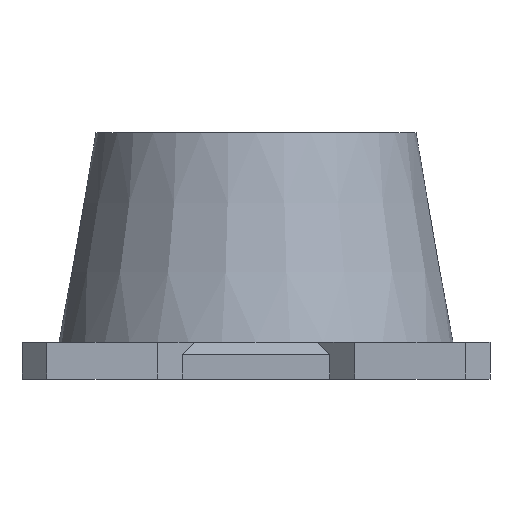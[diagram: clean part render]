
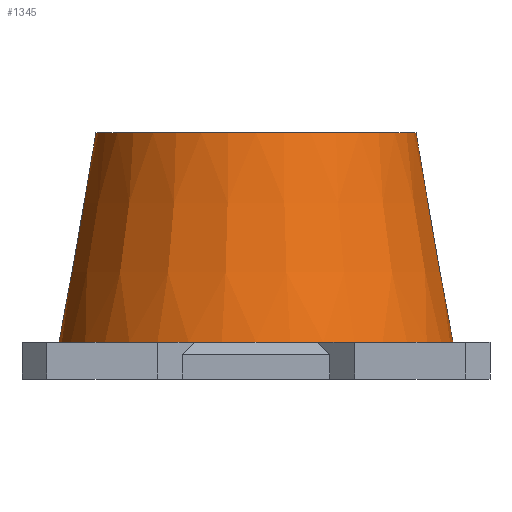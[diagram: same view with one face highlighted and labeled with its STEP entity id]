
A CAD part, left-side view. The second image highlights one B-rep face of the part: STEP entity #1345.
In plain terms, the highlighted conical face has half-angle 10.008 degrees and reference radius 13 mm.
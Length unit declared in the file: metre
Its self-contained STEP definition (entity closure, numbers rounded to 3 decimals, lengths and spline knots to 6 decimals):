
#20=CONICAL_SURFACE('',#1449,0.013,0.175);
#28=B_SPLINE_CURVE_WITH_KNOTS('',3,(#2048,#2049,#2050,#2051),
 .UNSPECIFIED.,.F.,.F.,(4,4),(0.,1.),.UNSPECIFIED.);
#29=B_SPLINE_CURVE_WITH_KNOTS('',3,(#2052,#2053,#2054,#2055),
 .UNSPECIFIED.,.F.,.F.,(4,4),(0.,1.),.UNSPECIFIED.);
#30=B_SPLINE_CURVE_WITH_KNOTS('',3,(#2056,#2057,#2058,#2059),
 .UNSPECIFIED.,.F.,.F.,(4,4),(0.,1.),.UNSPECIFIED.);
#31=B_SPLINE_CURVE_WITH_KNOTS('',3,(#2064,#2065,#2066,#2067),
 .UNSPECIFIED.,.F.,.F.,(4,4),(0.,1.),.UNSPECIFIED.);
#32=B_SPLINE_CURVE_WITH_KNOTS('',3,(#2070,#2071,#2072,#2073),
 .UNSPECIFIED.,.F.,.F.,(4,4),(0.,1.),.UNSPECIFIED.);
#33=B_SPLINE_CURVE_WITH_KNOTS('',3,(#2077,#2078,#2079,#2080),
 .UNSPECIFIED.,.F.,.F.,(4,4),(0.,1.),.UNSPECIFIED.);
#34=B_SPLINE_CURVE_WITH_KNOTS('',3,(#2081,#2082,#2083,#2084),
 .UNSPECIFIED.,.F.,.F.,(4,4),(0.,1.),.UNSPECIFIED.);
#35=B_SPLINE_CURVE_WITH_KNOTS('',3,(#2089,#2090,#2091,#2092),
 .UNSPECIFIED.,.F.,.F.,(4,4),(0.,1.),.UNSPECIFIED.);
#489=ORIENTED_EDGE('',*,*,#885,.T.);
#490=ORIENTED_EDGE('',*,*,#827,.T.);
#491=ORIENTED_EDGE('',*,*,#886,.T.);
#492=ORIENTED_EDGE('',*,*,#818,.F.);
#493=ORIENTED_EDGE('',*,*,#887,.T.);
#494=ORIENTED_EDGE('',*,*,#888,.T.);
#495=ORIENTED_EDGE('',*,*,#889,.T.);
#496=ORIENTED_EDGE('',*,*,#890,.F.);
#497=ORIENTED_EDGE('',*,*,#811,.F.);
#498=ORIENTED_EDGE('',*,*,#891,.T.);
#499=ORIENTED_EDGE('',*,*,#892,.T.);
#500=ORIENTED_EDGE('',*,*,#893,.T.);
#501=ORIENTED_EDGE('',*,*,#894,.T.);
#502=ORIENTED_EDGE('',*,*,#895,.T.);
#503=ORIENTED_EDGE('',*,*,#896,.T.);
#504=ORIENTED_EDGE('',*,*,#897,.F.);
#505=ORIENTED_EDGE('',*,*,#850,.T.);
#506=ORIENTED_EDGE('',*,*,#841,.T.);
#507=ORIENTED_EDGE('',*,*,#832,.T.);
#508=ORIENTED_EDGE('',*,*,#898,.T.);
#509=ORIENTED_EDGE('',*,*,#803,.F.);
#803=EDGE_CURVE('',#1002,#1002,#1125,.T.);
#811=EDGE_CURVE('',#1007,#1008,#1126,.F.);
#818=EDGE_CURVE('',#1013,#1014,#1127,.F.);
#827=EDGE_CURVE('',#1022,#1021,#1128,.F.);
#832=EDGE_CURVE('',#1027,#1026,#1130,.F.);
#841=EDGE_CURVE('',#1035,#1027,#1132,.F.);
#850=EDGE_CURVE('',#1043,#1035,#1134,.F.);
#885=EDGE_CURVE('',#1013,#1022,#28,.T.);
#886=EDGE_CURVE('',#1021,#1014,#29,.T.);
#887=EDGE_CURVE('',#1077,#1078,#30,.T.);
#888=EDGE_CURVE('',#1078,#1079,#1140,.F.);
#889=EDGE_CURVE('',#1079,#1080,#31,.T.);
#890=EDGE_CURVE('',#1077,#1080,#1141,.F.);
#891=EDGE_CURVE('',#1007,#1081,#32,.T.);
#892=EDGE_CURVE('',#1081,#1082,#1142,.F.);
#893=EDGE_CURVE('',#1082,#1008,#33,.T.);
#894=EDGE_CURVE('',#1083,#1084,#34,.T.);
#895=EDGE_CURVE('',#1084,#1085,#1143,.F.);
#896=EDGE_CURVE('',#1085,#1086,#35,.T.);
#897=EDGE_CURVE('',#1083,#1086,#1144,.F.);
#898=EDGE_CURVE('',#1026,#1043,#1145,.F.);
#1002=VERTEX_POINT('',#1866);
#1007=VERTEX_POINT('',#1882);
#1008=VERTEX_POINT('',#1884);
#1013=VERTEX_POINT('',#1902);
#1014=VERTEX_POINT('',#1904);
#1021=VERTEX_POINT('',#1926);
#1022=VERTEX_POINT('',#1928);
#1026=VERTEX_POINT('',#1940);
#1027=VERTEX_POINT('',#1942);
#1035=VERTEX_POINT('',#1960);
#1043=VERTEX_POINT('',#1978);
#1077=VERTEX_POINT('',#2060);
#1078=VERTEX_POINT('',#2061);
#1079=VERTEX_POINT('',#2063);
#1080=VERTEX_POINT('',#2068);
#1081=VERTEX_POINT('',#2074);
#1082=VERTEX_POINT('',#2076);
#1083=VERTEX_POINT('',#2085);
#1084=VERTEX_POINT('',#2086);
#1085=VERTEX_POINT('',#2088);
#1086=VERTEX_POINT('',#2093);
#1125=CIRCLE('',#1427,0.013);
#1126=CIRCLE('',#1429,0.014941);
#1127=CIRCLE('',#1431,0.013529);
#1128=CIRCLE('',#1433,0.014412);
#1130=CIRCLE('',#1436,0.016);
#1132=CIRCLE('',#1439,0.016);
#1134=CIRCLE('',#1442,0.016);
#1140=CIRCLE('',#1450,0.014412);
#1141=CIRCLE('',#1451,0.013529);
#1142=CIRCLE('',#1452,0.015824);
#1143=CIRCLE('',#1453,0.015824);
#1144=CIRCLE('',#1454,0.014941);
#1145=CIRCLE('',#1455,0.016);
#1166=EDGE_LOOP('',(#489,#490,#491,#492));
#1167=EDGE_LOOP('',(#493,#494,#495,#496));
#1168=EDGE_LOOP('',(#497,#498,#499,#500));
#1169=EDGE_LOOP('',(#501,#502,#503,#504));
#1170=EDGE_LOOP('',(#505,#506,#507,#508));
#1171=EDGE_LOOP('',(#509));
#1258=FACE_BOUND('',#1166,.T.);
#1259=FACE_BOUND('',#1167,.T.);
#1260=FACE_BOUND('',#1168,.T.);
#1261=FACE_BOUND('',#1169,.T.);
#1262=FACE_BOUND('',#1170,.T.);
#1263=FACE_BOUND('',#1171,.T.);
#1345=ADVANCED_FACE('',(#1258,#1259,#1260,#1261,#1262,#1263),#20,.T.);
#1427=AXIS2_PLACEMENT_3D('',#1865,#1536,#1537);
#1429=AXIS2_PLACEMENT_3D('',#1883,#1546,#1547);
#1431=AXIS2_PLACEMENT_3D('',#1903,#1554,#1555);
#1433=AXIS2_PLACEMENT_3D('',#1927,#1564,#1565);
#1436=AXIS2_PLACEMENT_3D('',#1941,#1572,#1573);
#1439=AXIS2_PLACEMENT_3D('',#1959,#1585,#1586);
#1442=AXIS2_PLACEMENT_3D('',#1977,#1598,#1599);
#1449=AXIS2_PLACEMENT_3D('',#2047,#1641,#1642);
#1450=AXIS2_PLACEMENT_3D('',#2062,#1643,#1644);
#1451=AXIS2_PLACEMENT_3D('',#2069,#1645,#1646);
#1452=AXIS2_PLACEMENT_3D('',#2075,#1647,#1648);
#1453=AXIS2_PLACEMENT_3D('',#2087,#1649,#1650);
#1454=AXIS2_PLACEMENT_3D('',#2094,#1651,#1652);
#1455=AXIS2_PLACEMENT_3D('',#2095,#1653,#1654);
#1536=DIRECTION('',(0.,0.,1.));
#1537=DIRECTION('',(1.,0.,0.));
#1546=DIRECTION('',(0.,0.,1.));
#1547=DIRECTION('',(1.,0.,0.));
#1554=DIRECTION('',(0.,0.,1.));
#1555=DIRECTION('',(1.,0.,0.));
#1564=DIRECTION('',(0.,0.,1.));
#1565=DIRECTION('',(1.,0.,0.));
#1572=DIRECTION('',(0.,0.,-1.));
#1573=DIRECTION('',(-1.,0.,0.));
#1585=DIRECTION('',(0.,0.,-1.));
#1586=DIRECTION('',(-1.,0.,0.));
#1598=DIRECTION('',(0.,0.,-1.));
#1599=DIRECTION('',(-1.,0.,0.));
#1641=DIRECTION('',(0.,0.,-1.));
#1642=DIRECTION('',(-1.,0.,0.));
#1643=DIRECTION('',(0.,0.,1.));
#1644=DIRECTION('',(1.,0.,0.));
#1645=DIRECTION('',(0.,0.,1.));
#1646=DIRECTION('',(1.,0.,0.));
#1647=DIRECTION('',(0.,0.,1.));
#1648=DIRECTION('',(1.,0.,0.));
#1649=DIRECTION('',(0.,0.,1.));
#1650=DIRECTION('',(1.,0.,0.));
#1651=DIRECTION('',(0.,0.,1.));
#1652=DIRECTION('',(1.,0.,0.));
#1653=DIRECTION('',(0.,0.,-1.));
#1654=DIRECTION('',(-1.,0.,0.));
#1865=CARTESIAN_POINT('',(0.,0.,0.017));
#1866=CARTESIAN_POINT('',(0.013,0.,0.017));
#1882=CARTESIAN_POINT('',(0.009335,0.011666,0.006));
#1883=CARTESIAN_POINT('',(0.,0.,0.006));
#1884=CARTESIAN_POINT('',(0.012733,0.007817,0.006));
#1902=CARTESIAN_POINT('',(0.006799,0.011697,0.014));
#1903=CARTESIAN_POINT('',(0.,0.,0.014));
#1904=CARTESIAN_POINT('',(0.011028,0.007838,0.014));
#1926=CARTESIAN_POINT('',(0.012103,0.007825,0.009));
#1927=CARTESIAN_POINT('',(0.,0.,0.009));
#1928=CARTESIAN_POINT('',(0.008447,0.011677,0.009));
#1940=CARTESIAN_POINT('',(0.,0.016,0.));
#1941=CARTESIAN_POINT('',(0.,0.,0.));
#1942=CARTESIAN_POINT('',(0.016,0.,0.));
#1959=CARTESIAN_POINT('',(0.,0.,0.));
#1960=CARTESIAN_POINT('',(0.,-0.016,0.));
#1977=CARTESIAN_POINT('',(0.,0.,0.));
#1978=CARTESIAN_POINT('',(-0.016,0.,0.));
#2047=CARTESIAN_POINT('',(0.,0.,0.017));
#2048=CARTESIAN_POINT('',(0.006799,0.011697,0.014));
#2049=CARTESIAN_POINT('',(0.007338,0.011691,0.012494));
#2050=CARTESIAN_POINT('',(0.007887,0.011684,0.010828));
#2051=CARTESIAN_POINT('',(0.008447,0.011677,0.009));
#2052=CARTESIAN_POINT('',(0.012103,0.007825,0.009));
#2053=CARTESIAN_POINT('',(0.011734,0.007829,0.010739));
#2054=CARTESIAN_POINT('',(0.011376,0.007834,0.012406));
#2055=CARTESIAN_POINT('',(0.011028,0.007838,0.014));
#2056=CARTESIAN_POINT('',(0.011028,-0.007838,0.014));
#2057=CARTESIAN_POINT('',(0.011376,-0.007834,0.012406));
#2058=CARTESIAN_POINT('',(0.011734,-0.007829,0.010739));
#2059=CARTESIAN_POINT('',(0.012103,-0.007825,0.009));
#2060=CARTESIAN_POINT('',(0.011028,-0.007838,0.014));
#2061=CARTESIAN_POINT('',(0.012103,-0.007825,0.009));
#2062=CARTESIAN_POINT('',(0.,0.,0.009));
#2063=CARTESIAN_POINT('',(0.008447,-0.011677,0.009));
#2064=CARTESIAN_POINT('',(0.008447,-0.011677,0.009));
#2065=CARTESIAN_POINT('',(0.007887,-0.011684,0.010828));
#2066=CARTESIAN_POINT('',(0.007338,-0.011691,0.012494));
#2067=CARTESIAN_POINT('',(0.006799,-0.011697,0.014));
#2068=CARTESIAN_POINT('',(0.006799,-0.011697,0.014));
#2069=CARTESIAN_POINT('',(0.,0.,0.014));
#2070=CARTESIAN_POINT('',(0.009335,0.011666,0.006));
#2071=CARTESIAN_POINT('',(0.009784,0.011661,0.004435));
#2072=CARTESIAN_POINT('',(0.010241,0.011655,0.002769));
#2073=CARTESIAN_POINT('',(0.010709,0.01165,0.001));
#2074=CARTESIAN_POINT('',(0.010709,0.01165,0.001));
#2075=CARTESIAN_POINT('',(0.,0.,0.001));
#2076=CARTESIAN_POINT('',(0.013764,0.007806,0.001));
#2077=CARTESIAN_POINT('',(0.013764,0.007806,0.001));
#2078=CARTESIAN_POINT('',(0.013411,0.00781,0.002728));
#2079=CARTESIAN_POINT('',(0.013068,0.007814,0.004395));
#2080=CARTESIAN_POINT('',(0.012733,0.007817,0.006));
#2081=CARTESIAN_POINT('',(0.012733,-0.007817,0.006));
#2082=CARTESIAN_POINT('',(0.013068,-0.007814,0.004395));
#2083=CARTESIAN_POINT('',(0.013411,-0.00781,0.002728));
#2084=CARTESIAN_POINT('',(0.013764,-0.007806,0.001));
#2085=CARTESIAN_POINT('',(0.012733,-0.007817,0.006));
#2086=CARTESIAN_POINT('',(0.013764,-0.007806,0.001));
#2087=CARTESIAN_POINT('',(0.,0.,0.001));
#2088=CARTESIAN_POINT('',(0.010709,-0.01165,0.001));
#2089=CARTESIAN_POINT('',(0.010709,-0.01165,0.001));
#2090=CARTESIAN_POINT('',(0.010241,-0.011655,0.002769));
#2091=CARTESIAN_POINT('',(0.009784,-0.011661,0.004435));
#2092=CARTESIAN_POINT('',(0.009335,-0.011666,0.006));
#2093=CARTESIAN_POINT('',(0.009335,-0.011666,0.006));
#2094=CARTESIAN_POINT('',(0.,0.,0.006));
#2095=CARTESIAN_POINT('',(0.,0.,0.));
